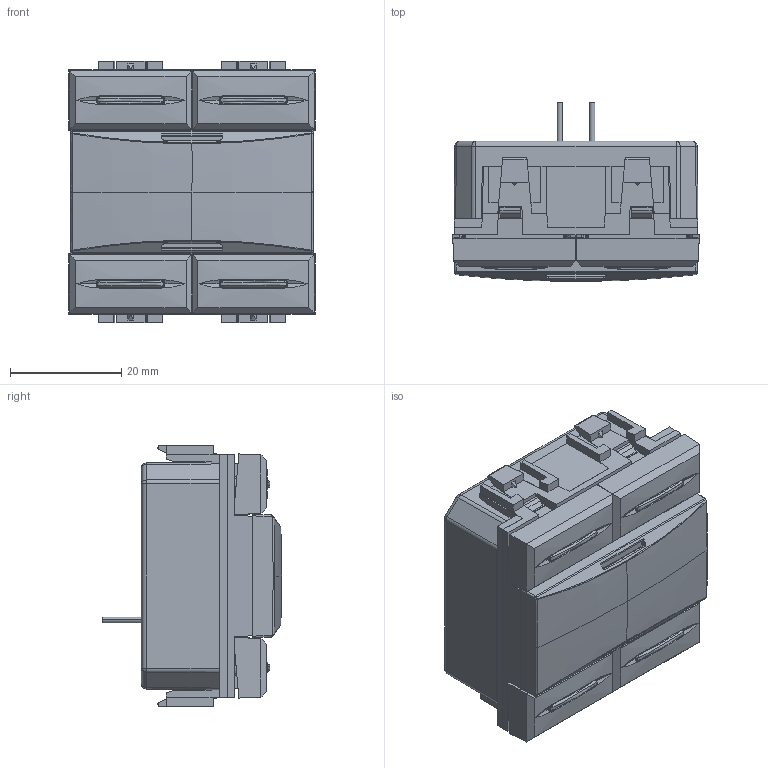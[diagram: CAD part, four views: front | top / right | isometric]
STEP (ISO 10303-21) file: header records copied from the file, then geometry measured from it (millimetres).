
FILE_DESCRIPTION(('CATIA V5 STEP Exchange','CAx-IF Rec.Pracs.--- Model Styling and Organization---1.4--- 2014-01-23'),'2;1');
FILE_NAME('A007577_A-ASS-3.stp','2020-01-20T12:39:01+00:00',('none'),('none'),'CATIA Version 5-6 Release 2017 SP3','CATIA V5 STEP AP214','none');
FILE_SCHEMA(('AUTOMOTIVE_DESIGN { 1 0 10303 214 1 1 1 1 }'));
Products named in the file (11): A007577_A ; EG01426_A; A007577_A; EH00364_A; EB01366_A; LD02597_A; EE00878_A; GE00346_A; EH00370_A; A007577_A_1; A007577_A_2
Assembly tree (19 placements, depth 2):
  A007577_A 
    EG01426_A
    A007577_A
    EH00364_A
    EB01366_A
    LD02597_A
    EE00878_A  x4
    GE00346_A  x4
    EH00370_A  x4
    A007577_A_1
    A007577_A_2
Bounding box: 44.3 x 32.16 x 47 mm (x, y, z)
Volume: 21586.7 mm3; surface area: 38748 mm2
Topology: 421 solids, 421 shells, 5827 faces, 14820 edges, 9765 vertices
Faces by surface type: plane 4321, cylinder 921, cone 223, bspline 163, sphere 108, torus 91
Entity records: 144068 total; most frequent: CARTESIAN_POINT 35284, ORIENTED_EDGE 23232, DIRECTION 17782, EDGE_CURVE 11616, VECTOR 8342, LINE 8342, VERTEX_POINT 7693, AXIS2_PLACEMENT_3D 5308
